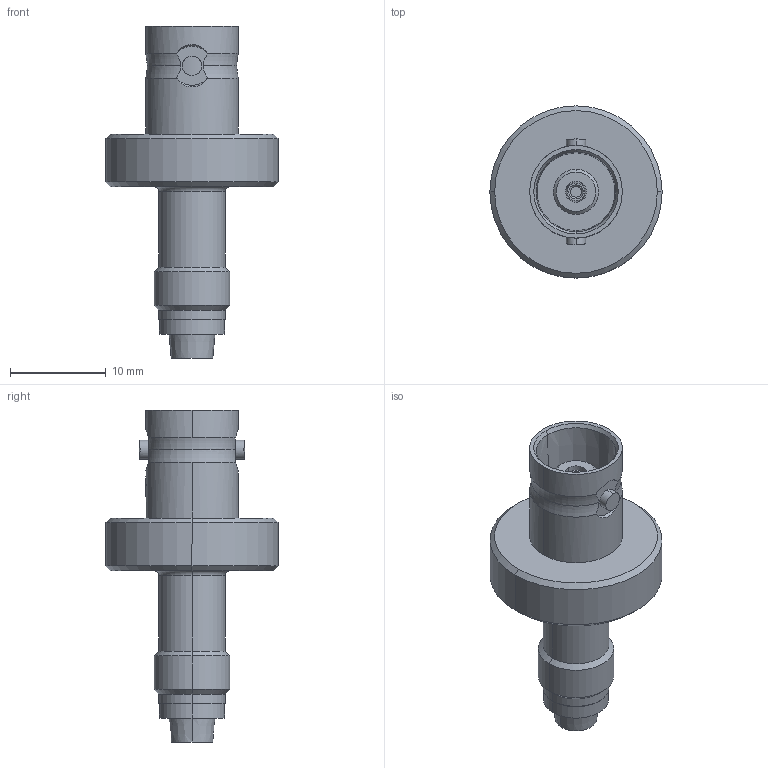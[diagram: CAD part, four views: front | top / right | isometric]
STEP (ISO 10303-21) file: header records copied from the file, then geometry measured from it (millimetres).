
FILE_DESCRIPTION (( 'STEP AP214' ), '1' );
FILE_NAME ('J01008A0070.STEP', '2013-02-04T15:14:22', ( 'Wartung1' ), ( '' ), 'SwSTEP 2.0', 'SolidWorks 2012', '' );
FILE_SCHEMA (( 'AUTOMOTIVE_DESIGN' ));
Length unit declared in the file: millimetre
Products named in the file (1): J01008A0070
Bounding box: 18 x 18 x 34.7 mm (x, y, z)
Volume: 2551.2 mm3; surface area: 1913.2 mm2
Topology: 1 solids, 2 shells, 169 faces, 397 edges, 255 vertices
Faces by surface type: plane 63, cylinder 60, cone 38, torus 8
Entity records: 6869 total; most frequent: CARTESIAN_POINT 1226, ORIENTED_EDGE 794, DIRECTION 790, EDGE_CURVE 397, AXIS2_PLACEMENT_3D 313, VERTEX_POINT 255, EDGE_LOOP 194, FACE_OUTER_BOUND 169
